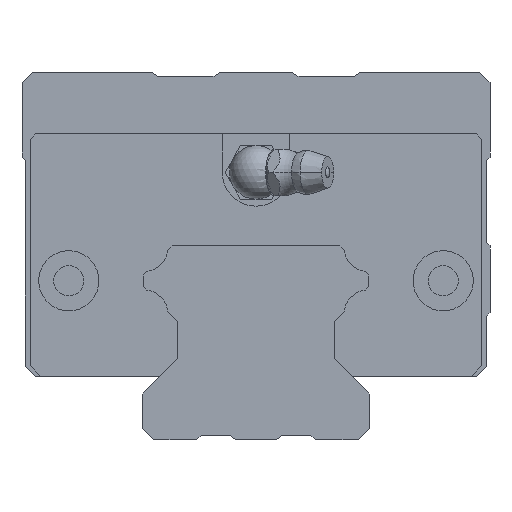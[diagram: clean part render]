
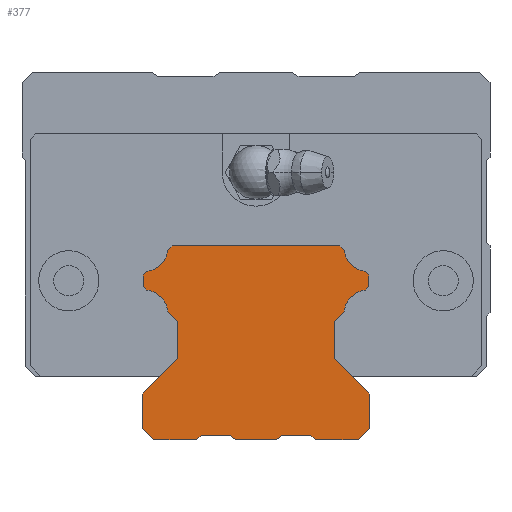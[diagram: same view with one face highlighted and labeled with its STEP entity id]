
A CAD part, front view. The second image highlights one B-rep face of the part: STEP entity #377.
In plain terms, the highlighted planar face has unit normal (0, -1, 0).
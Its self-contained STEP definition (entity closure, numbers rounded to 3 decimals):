
#377=ADVANCED_FACE('',(#820),#821,.T.);
#820=FACE_OUTER_BOUND('',#1338,.T.);
#821=PLANE('',#1339);
#1338=EDGE_LOOP('',(#3048,#3049,#3050,#3051,#3052,#3053,#3054,#3055,#3056,#3057,#3058,#3059,#3060,#3061,#3062,#3063,#3064,#3065,#3066,#3067,#3068,#3069,#3070,#3071,#3072,#3073,#3074,#3075,#3076,#3077,#3078,#3079));
#1339=AXIS2_PLACEMENT_3D('',#3080,#3081,#3082);
#3048=ORIENTED_EDGE('',*,*,#3632,.T.);
#3049=ORIENTED_EDGE('',*,*,#3591,.F.);
#3050=ORIENTED_EDGE('',*,*,#3703,.F.);
#3051=ORIENTED_EDGE('',*,*,#3579,.F.);
#3052=ORIENTED_EDGE('',*,*,#3664,.F.);
#3053=ORIENTED_EDGE('',*,*,#3660,.T.);
#3054=ORIENTED_EDGE('',*,*,#3697,.T.);
#3055=ORIENTED_EDGE('',*,*,#3685,.F.);
#3056=ORIENTED_EDGE('',*,*,#3616,.T.);
#3057=ORIENTED_EDGE('',*,*,#3676,.T.);
#3058=ORIENTED_EDGE('',*,*,#3701,.F.);
#3059=ORIENTED_EDGE('',*,*,#3629,.T.);
#3060=ORIENTED_EDGE('',*,*,#3699,.T.);
#3061=ORIENTED_EDGE('',*,*,#3640,.F.);
#3062=ORIENTED_EDGE('',*,*,#3584,.T.);
#3063=ORIENTED_EDGE('',*,*,#3623,.T.);
#3064=ORIENTED_EDGE('',*,*,#3662,.F.);
#3065=ORIENTED_EDGE('',*,*,#3656,.F.);
#3066=ORIENTED_EDGE('',*,*,#3709,.T.);
#3067=ORIENTED_EDGE('',*,*,#3602,.F.);
#3068=ORIENTED_EDGE('',*,*,#3682,.F.);
#3069=ORIENTED_EDGE('',*,*,#3679,.F.);
#3070=ORIENTED_EDGE('',*,*,#3636,.F.);
#3071=ORIENTED_EDGE('',*,*,#3666,.F.);
#3072=ORIENTED_EDGE('',*,*,#3647,.T.);
#3073=ORIENTED_EDGE('',*,*,#3710,.F.);
#3074=ORIENTED_EDGE('',*,*,#3711,.F.);
#3075=ORIENTED_EDGE('',*,*,#3669,.F.);
#3076=ORIENTED_EDGE('',*,*,#3691,.F.);
#3077=ORIENTED_EDGE('',*,*,#3712,.F.);
#3078=ORIENTED_EDGE('',*,*,#3694,.T.);
#3079=ORIENTED_EDGE('',*,*,#3713,.F.);
#3080=CARTESIAN_POINT('',(-16.688,-170.8,-21.312));
#3081=DIRECTION('',(0.0,-1.0,0.0));
#3082=DIRECTION('',(0.0,0.0,-1.0));
#3579=EDGE_CURVE('',#4460,#4462,#4463,.T.);
#3584=EDGE_CURVE('',#4471,#4469,#4472,.T.);
#3591=EDGE_CURVE('',#4482,#4484,#4485,.T.);
#3602=EDGE_CURVE('',#4498,#4500,#4501,.T.);
#3616=EDGE_CURVE('',#4521,#4519,#4522,.T.);
#3623=EDGE_CURVE('',#4469,#4530,#4532,.T.);
#3629=EDGE_CURVE('',#4543,#4541,#4544,.T.);
#3632=EDGE_CURVE('',#4548,#4484,#4549,.T.);
#3636=EDGE_CURVE('',#4554,#4556,#4557,.T.);
#3640=EDGE_CURVE('',#4471,#4562,#4563,.T.);
#3647=EDGE_CURVE('',#4574,#4572,#4575,.T.);
#3656=EDGE_CURVE('',#4587,#4589,#4590,.T.);
#3660=EDGE_CURVE('',#4597,#4595,#4598,.T.);
#3662=EDGE_CURVE('',#4589,#4530,#4600,.T.);
#3664=EDGE_CURVE('',#4597,#4460,#4602,.T.);
#3666=EDGE_CURVE('',#4574,#4554,#4604,.T.);
#3669=EDGE_CURVE('',#4608,#4610,#4611,.T.);
#3676=EDGE_CURVE('',#4519,#4618,#4620,.T.);
#3679=EDGE_CURVE('',#4556,#4624,#4625,.T.);
#3682=EDGE_CURVE('',#4624,#4498,#4628,.T.);
#3685=EDGE_CURVE('',#4521,#4632,#4633,.T.);
#3691=EDGE_CURVE('',#4639,#4608,#4641,.T.);
#3694=EDGE_CURVE('',#4647,#4645,#4648,.T.);
#3697=EDGE_CURVE('',#4595,#4632,#4651,.T.);
#3699=EDGE_CURVE('',#4541,#4562,#4653,.T.);
#3701=EDGE_CURVE('',#4543,#4618,#4655,.T.);
#3703=EDGE_CURVE('',#4462,#4482,#4657,.T.);
#3709=EDGE_CURVE('',#4587,#4500,#4664,.T.);
#3710=EDGE_CURVE('',#4665,#4572,#4666,.T.);
#3711=EDGE_CURVE('',#4610,#4665,#4667,.T.);
#3712=EDGE_CURVE('',#4647,#4639,#4668,.T.);
#3713=EDGE_CURVE('',#4548,#4645,#4669,.T.);
#4460=VERTEX_POINT('',#5858);
#4462=VERTEX_POINT('',#5861);
#4463=CIRCLE('',#5862,3.5);
#4469=VERTEX_POINT('',#5870);
#4471=VERTEX_POINT('',#5873);
#4472=LINE('',#5874,#5875);
#4482=VERTEX_POINT('',#5889);
#4484=VERTEX_POINT('',#5892);
#4485=LINE('',#5893,#5894);
#4498=VERTEX_POINT('',#5910);
#4500=VERTEX_POINT('',#5913);
#4501=LINE('',#5914,#5915);
#4519=VERTEX_POINT('',#5938);
#4521=VERTEX_POINT('',#5941);
#4522=LINE('',#5942,#5943);
#4530=VERTEX_POINT('',#5954);
#4532=LINE('',#5957,#5958);
#4541=VERTEX_POINT('',#5970);
#4543=VERTEX_POINT('',#5973);
#4544=LINE('',#5974,#5975);
#4548=VERTEX_POINT('',#5981);
#4549=LINE('',#5982,#5983);
#4554=VERTEX_POINT('',#5990);
#4556=VERTEX_POINT('',#5993);
#4557=LINE('',#5994,#5995);
#4562=VERTEX_POINT('',#6002);
#4563=LINE('',#6003,#6004);
#4572=VERTEX_POINT('',#6016);
#4574=VERTEX_POINT('',#6019);
#4575=LINE('',#6020,#6021);
#4587=VERTEX_POINT('',#6037);
#4589=VERTEX_POINT('',#6040);
#4590=LINE('',#6041,#6042);
#4595=VERTEX_POINT('',#6049);
#4597=VERTEX_POINT('',#6052);
#4598=LINE('',#6053,#6054);
#4600=LINE('',#6057,#6058);
#4602=LINE('',#6061,#6062);
#4604=LINE('',#6065,#6066);
#4608=VERTEX_POINT('',#6070);
#4610=VERTEX_POINT('',#6073);
#4611=CIRCLE('',#6074,3.5);
#4618=VERTEX_POINT('',#6084);
#4620=LINE('',#6087,#6088);
#4624=VERTEX_POINT('',#6093);
#4625=LINE('',#6094,#6095);
#4628=LINE('',#6100,#6101);
#4632=VERTEX_POINT('',#6105);
#4633=CIRCLE('',#6106,3.5);
#4639=VERTEX_POINT('',#6115);
#4641=LINE('',#6118,#6119);
#4645=VERTEX_POINT('',#6124);
#4647=VERTEX_POINT('',#6127);
#4648=LINE('',#6128,#6129);
#4651=LINE('',#6134,#6135);
#4653=LINE('',#6138,#6139);
#4655=LINE('',#6142,#6143);
#4657=LINE('',#6146,#6147);
#4664=LINE('',#6157,#6158);
#4665=VERTEX_POINT('',#6159);
#4666=LINE('',#6160,#6161);
#4667=LINE('',#6162,#6163);
#4668=LINE('',#6164,#6165);
#4669=CIRCLE('',#6166,3.5);
#5858=CARTESIAN_POINT('',(-16.354,-170.8,-24.796));
#5861=CARTESIAN_POINT('',(-13.204,-170.8,-21.646));
#5862=AXIS2_PLACEMENT_3D('',#6868,#6869,#6870);
#5870=CARTESIAN_POINT('',(-8.2,-170.8,-49.3));
#5873=CARTESIAN_POINT('',(-8.9,-170.8,-50.0));
#5874=CARTESIAN_POINT('',(-8.9,-170.8,-50.0));
#5875=VECTOR('',#6877,1000.0);
#5889=CARTESIAN_POINT('',(-12.559,-170.8,-21.0));
#5892=CARTESIAN_POINT('',(12.559,-170.8,-21.0));
#5893=CARTESIAN_POINT('',(-12.659,-170.8,-21.0));
#5894=VECTOR('',#6886,1000.0);
#5910=CARTESIAN_POINT('',(8.2,-170.8,-49.3));
#5913=CARTESIAN_POINT('',(3.8,-170.8,-49.3));
#5914=CARTESIAN_POINT('',(8.2,-170.8,-49.3));
#5915=VECTOR('',#6909,1000.0);
#5938=CARTESIAN_POINT('',(-11.7,-170.8,-32.259));
#5941=CARTESIAN_POINT('',(-13.204,-170.8,-30.754));
#5942=CARTESIAN_POINT('',(-13.204,-170.8,-30.754));
#5943=VECTOR('',#6937,1000.0);
#5954=CARTESIAN_POINT('',(-3.8,-170.8,-49.3));
#5957=CARTESIAN_POINT('',(-8.2,-170.8,-49.3));
#5958=VECTOR('',#6948,1000.0);
#5970=CARTESIAN_POINT('',(-17.0,-170.8,-48.3));
#5973=CARTESIAN_POINT('',(-17.0,-170.8,-43.141));
#5974=CARTESIAN_POINT('',(-17.0,-170.8,-43.141));
#5975=VECTOR('',#6956,1000.0);
#5981=CARTESIAN_POINT('',(13.204,-170.8,-21.646));
#5982=CARTESIAN_POINT('',(13.204,-170.8,-21.646));
#5983=VECTOR('',#6959,1000.0);
#5990=CARTESIAN_POINT('',(17.0,-170.8,-48.3));
#5993=CARTESIAN_POINT('',(15.3,-170.8,-50.0));
#5994=CARTESIAN_POINT('',(17.0,-170.8,-48.3));
#5995=VECTOR('',#6963,1000.0);
#6002=CARTESIAN_POINT('',(-15.3,-170.8,-50.0));
#6003=CARTESIAN_POINT('',(-8.9,-170.8,-50.0));
#6004=VECTOR('',#6969,1000.0);
#6016=CARTESIAN_POINT('',(11.7,-170.8,-37.841));
#6019=CARTESIAN_POINT('',(17.0,-170.8,-43.141));
#6020=CARTESIAN_POINT('',(17.0,-170.8,-43.141));
#6021=VECTOR('',#6980,1000.0);
#6037=CARTESIAN_POINT('',(3.1,-170.8,-50.0));
#6040=CARTESIAN_POINT('',(-3.1,-170.8,-50.0));
#6041=CARTESIAN_POINT('',(3.1,-170.8,-50.0));
#6042=VECTOR('',#6995,1000.0);
#6049=CARTESIAN_POINT('',(-16.9,-170.8,-27.059));
#6052=CARTESIAN_POINT('',(-16.9,-170.8,-25.341));
#6053=CARTESIAN_POINT('',(-16.9,-170.8,-25.341));
#6054=VECTOR('',#6999,1000.0);
#6057=CARTESIAN_POINT('',(-3.1,-170.8,-50.0));
#6058=VECTOR('',#7001,1000.0);
#6061=CARTESIAN_POINT('',(-16.9,-170.8,-25.341));
#6062=VECTOR('',#7003,1000.0);
#6065=CARTESIAN_POINT('',(17.0,-170.8,-43.141));
#6066=VECTOR('',#7005,1000.0);
#6070=CARTESIAN_POINT('',(16.354,-170.8,-27.604));
#6073=CARTESIAN_POINT('',(13.204,-170.8,-30.754));
#6074=AXIS2_PLACEMENT_3D('',#7010,#7011,#7012);
#6084=CARTESIAN_POINT('',(-11.7,-170.8,-37.841));
#6087=CARTESIAN_POINT('',(-11.7,-170.8,-32.259));
#6088=VECTOR('',#7023,1000.0);
#6093=CARTESIAN_POINT('',(8.9,-170.8,-50.0));
#6094=CARTESIAN_POINT('',(15.3,-170.8,-50.0));
#6095=VECTOR('',#7028,1000.0);
#6100=CARTESIAN_POINT('',(8.9,-170.8,-50.0));
#6101=VECTOR('',#7031,1000.0);
#6105=CARTESIAN_POINT('',(-16.354,-170.8,-27.604));
#6106=AXIS2_PLACEMENT_3D('',#7038,#7039,#7040);
#6115=CARTESIAN_POINT('',(16.9,-170.8,-27.059));
#6118=CARTESIAN_POINT('',(16.9,-170.8,-27.059));
#6119=VECTOR('',#7048,1000.0);
#6124=CARTESIAN_POINT('',(16.354,-170.8,-24.796));
#6127=CARTESIAN_POINT('',(16.9,-170.8,-25.341));
#6128=CARTESIAN_POINT('',(16.9,-170.8,-25.341));
#6129=VECTOR('',#7051,1000.0);
#6134=CARTESIAN_POINT('',(-16.9,-170.8,-27.059));
#6135=VECTOR('',#7054,1000.0);
#6138=CARTESIAN_POINT('',(-17.0,-170.8,-48.3));
#6139=VECTOR('',#7056,1000.0);
#6142=CARTESIAN_POINT('',(-17.0,-170.8,-43.141));
#6143=VECTOR('',#7058,1000.0);
#6146=CARTESIAN_POINT('',(-13.204,-170.8,-21.646));
#6147=VECTOR('',#7060,1000.0);
#6157=CARTESIAN_POINT('',(3.1,-170.8,-50.0));
#6158=VECTOR('',#7070,1000.0);
#6159=CARTESIAN_POINT('',(11.7,-170.8,-32.259));
#6160=CARTESIAN_POINT('',(11.7,-170.8,-32.259));
#6161=VECTOR('',#7071,1000.0);
#6162=CARTESIAN_POINT('',(13.204,-170.8,-30.754));
#6163=VECTOR('',#7072,1000.0);
#6164=CARTESIAN_POINT('',(16.9,-170.8,-25.341));
#6165=VECTOR('',#7073,1000.0);
#6166=AXIS2_PLACEMENT_3D('',#7074,#7075,#7076);
#6868=CARTESIAN_POINT('',(-16.688,-170.8,-21.312));
#6869=DIRECTION('',(0.0,-1.0,0.0));
#6870=DIRECTION('',(1.0,0.0,0.0));
#6877=DIRECTION('',(0.707,0.0,0.707));
#6886=DIRECTION('',(1.0,0.0,0.0));
#6909=DIRECTION('',(-1.0,0.0,0.0));
#6937=DIRECTION('',(0.707,0.0,-0.707));
#6948=DIRECTION('',(1.0,0.0,0.0));
#6956=DIRECTION('',(0.0,0.0,-1.0));
#6959=DIRECTION('',(-0.707,0.0,0.707));
#6963=DIRECTION('',(-0.707,0.0,-0.707));
#6969=DIRECTION('',(-1.0,0.0,0.0));
#6980=DIRECTION('',(-0.707,0.0,0.707));
#6995=DIRECTION('',(-1.0,0.0,0.0));
#6999=DIRECTION('',(0.0,0.0,-1.0));
#7001=DIRECTION('',(-0.707,0.0,0.707));
#7003=DIRECTION('',(0.707,0.0,0.707));
#7005=DIRECTION('',(0.0,0.0,-1.0));
#7010=CARTESIAN_POINT('',(16.688,-170.8,-31.088));
#7011=DIRECTION('',(0.0,-1.0,0.0));
#7012=DIRECTION('',(1.0,0.0,0.0));
#7023=DIRECTION('',(0.0,0.0,-1.0));
#7028=DIRECTION('',(-1.0,0.0,0.0));
#7031=DIRECTION('',(-0.707,0.0,0.707));
#7038=CARTESIAN_POINT('',(-16.688,-170.8,-31.088));
#7039=DIRECTION('',(0.0,-1.0,0.0));
#7040=DIRECTION('',(1.0,0.0,0.0));
#7048=DIRECTION('',(-0.707,0.0,-0.707));
#7051=DIRECTION('',(-0.707,0.0,0.707));
#7054=DIRECTION('',(0.707,0.0,-0.707));
#7056=DIRECTION('',(0.707,0.0,-0.707));
#7058=DIRECTION('',(0.707,0.0,0.707));
#7060=DIRECTION('',(0.707,0.0,0.707));
#7070=DIRECTION('',(0.707,0.0,0.707));
#7071=DIRECTION('',(0.0,0.0,-1.0));
#7072=DIRECTION('',(-0.707,0.0,-0.707));
#7073=DIRECTION('',(0.0,0.0,-1.0));
#7074=CARTESIAN_POINT('',(16.688,-170.8,-21.312));
#7075=DIRECTION('',(0.0,-1.0,0.0));
#7076=DIRECTION('',(1.0,0.0,0.0));
